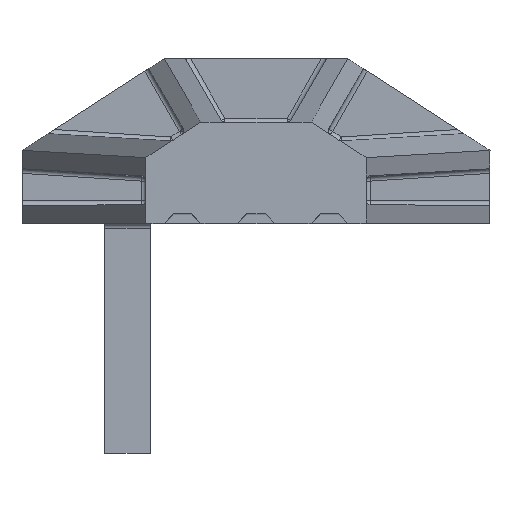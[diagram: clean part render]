
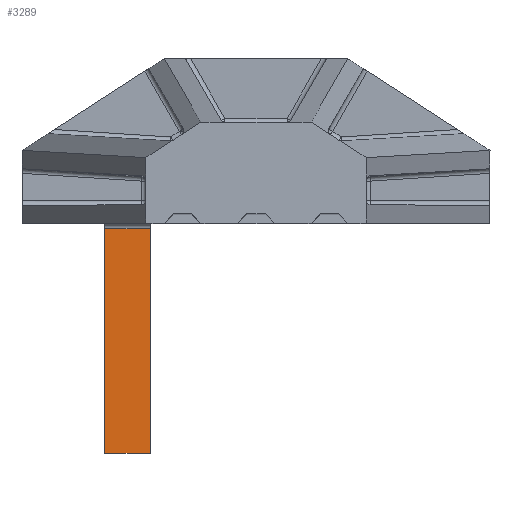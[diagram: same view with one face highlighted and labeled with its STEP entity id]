
A CAD part, top view. The second image highlights one B-rep face of the part: STEP entity #3289.
In plain terms, the highlighted planar face has unit normal (0, 0, 1).
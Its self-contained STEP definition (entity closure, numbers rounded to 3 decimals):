
#2110=CARTESIAN_POINT('Vertex',(-16.5,-25.,-3.)) ;
#2113=CARTESIAN_POINT('Line Origine',(-16.5,-12.75,-3.)) ;
#2117=CARTESIAN_POINT('Vertex',(-16.5,-0.5,-3.)) ;
#2159=CARTESIAN_POINT('Vertex',(-11.5,-0.5,-3.)) ;
#2162=CARTESIAN_POINT('Line Origine',(-16.5,-0.5,-3.)) ;
#2216=CARTESIAN_POINT('Line Origine',(-11.5,-12.75,-3.)) ;
#2220=CARTESIAN_POINT('Vertex',(-11.5,-25.,-3.)) ;
#3266=CARTESIAN_POINT('Line Origine',(-14.,-25.,-3.)) ;
#3278=CARTESIAN_POINT('Axis2P3D Location',(-16.5,-25.,-3.)) ;
#2114=DIRECTION('Vector Direction',(0.,1.,0.)) ;
#2163=DIRECTION('Vector Direction',(1.,0.,0.)) ;
#2217=DIRECTION('Vector Direction',(0.,1.,0.)) ;
#3267=DIRECTION('Vector Direction',(-1.,0.,0.)) ;
#3279=DIRECTION('Axis2P3D Direction',(0.,0.,-1.)) ;
#3280=DIRECTION('Axis2P3D XDirection',(-1.,0.,-0.)) ;
#3281=AXIS2_PLACEMENT_3D('Plane Axis2P3D',#3278,#3279,#3280) ;
#3284=ORIENTED_EDGE('',*,*,#2222,.T.) ;
#3285=ORIENTED_EDGE('',*,*,#2166,.T.) ;
#3286=ORIENTED_EDGE('',*,*,#2119,.F.) ;
#3287=ORIENTED_EDGE('',*,*,#3270,.F.) ;
#2115=VECTOR('Line Direction',#2114,1.) ;
#2164=VECTOR('Line Direction',#2163,1.) ;
#2218=VECTOR('Line Direction',#2217,1.) ;
#3268=VECTOR('Line Direction',#3267,1.) ;
#3289=ADVANCED_FACE('Fillet5',(#3288),#3282,.F.) ;
#2119=EDGE_CURVE('',#2111,#2118,#2116,.T.) ;
#2166=EDGE_CURVE('',#2160,#2118,#2165,.F.) ;
#2222=EDGE_CURVE('',#2221,#2160,#2219,.T.) ;
#3270=EDGE_CURVE('',#2221,#2111,#3269,.T.) ;
#3283=EDGE_LOOP('',(#3284,#3285,#3286,#3287)) ;
#3288=FACE_OUTER_BOUND('',#3283,.T.) ;
#2116=LINE('Line',#2113,#2115) ;
#2165=LINE('Line',#2162,#2164) ;
#2219=LINE('Line',#2216,#2218) ;
#3269=LINE('Line',#3266,#3268) ;
#3282=PLANE('Plane',#3281) ;
#2111=VERTEX_POINT('',#2110) ;
#2118=VERTEX_POINT('',#2117) ;
#2160=VERTEX_POINT('',#2159) ;
#2221=VERTEX_POINT('',#2220) ;
